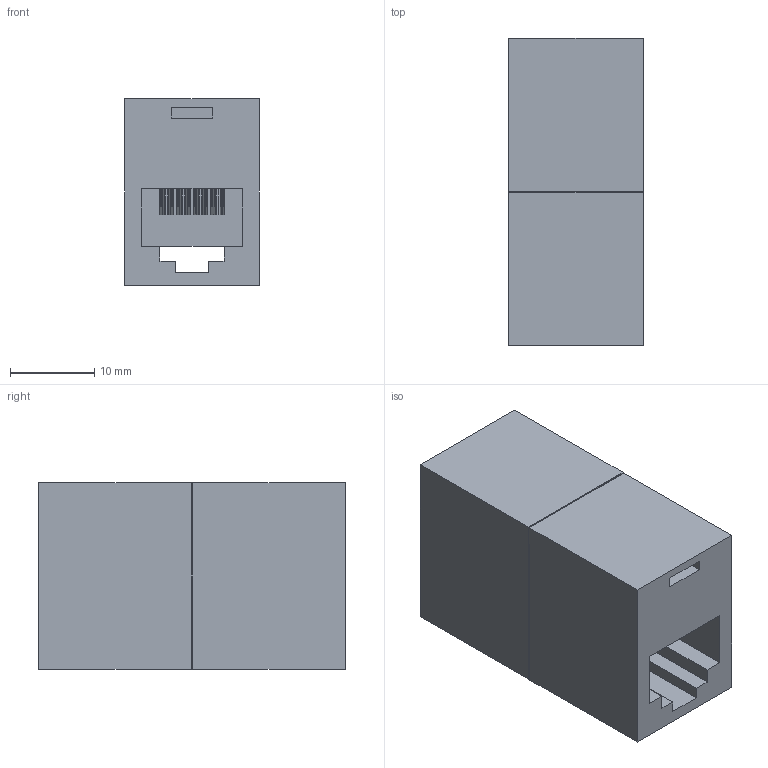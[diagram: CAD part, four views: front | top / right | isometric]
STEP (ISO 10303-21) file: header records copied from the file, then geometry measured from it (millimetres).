
FILE_DESCRIPTION (( 'STEP AP214' ), '1' );
FILE_NAME ('TDG1026-8C.STEP', '2006-08-31T12:46:39', ( 'X' ), ( 'L-COM' ), 'SwSTEP 2.0', 'SolidWorks 2006052', '' );
FILE_SCHEMA (( 'AUTOMOTIVE_DESIGN' ));
Length unit declared in the file: inch
Products named in the file (1): TDG1026-8C
Bounding box: 15.95 x 36.53 x 22.15 mm (x, y, z)
Volume: 10414.9 mm3; surface area: 5462.5 mm2
Topology: 1 solids, 1 shells, 350 faces, 1044 edges, 652 vertices
Faces by surface type: plane 350
Entity records: 15807 total; most frequent: ORIENTED_EDGE 2088, CARTESIAN_POINT 2047, DIRECTION 1746, EDGE_CURVE 1044, VECTOR 1044, LINE 1044, VERTEX_POINT 652, EDGE_LOOP 372
